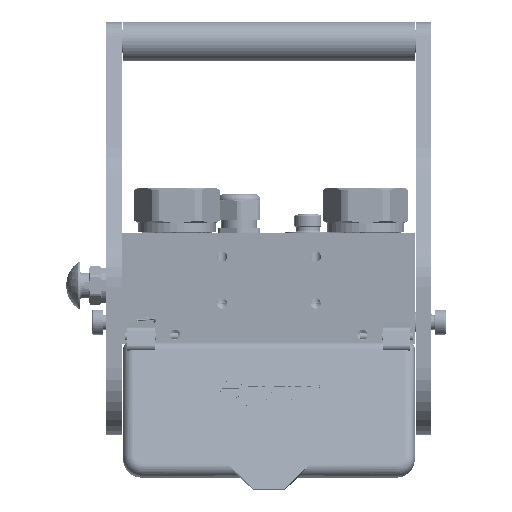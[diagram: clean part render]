
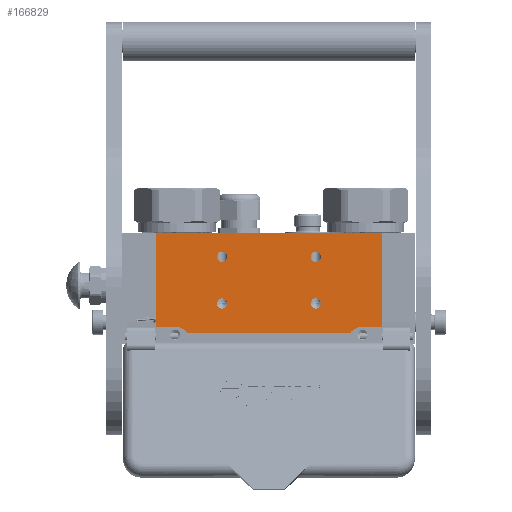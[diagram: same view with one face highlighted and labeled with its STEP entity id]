
A CAD part, left-side view. The second image highlights one B-rep face of the part: STEP entity #166829.
In plain terms, the highlighted face is planar.
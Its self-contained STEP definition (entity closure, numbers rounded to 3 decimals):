
#2171 = EDGE_CURVE ( 'NONE', #73002, #107103, #109714, .T. ) ;
#4193 = EDGE_CURVE ( 'NONE', #67330, #93852, #100984, .T. ) ;
#4363 = FACE_BOUND ( 'NONE', #105174, .T. ) ;
#4733 = AXIS2_PLACEMENT_3D ( 'NONE', #73269, #126237, #152935 ) ;
#4912 = DIRECTION ( 'NONE',  ( 0., 0., -1. ) ) ;
#7284 = CARTESIAN_POINT ( 'NONE',  ( 124., 45., -108. ) ) ;
#7325 = CARTESIAN_POINT ( 'NONE',  ( 64., 11.7, -108. ) ) ;
#7489 = AXIS2_PLACEMENT_3D ( 'NONE', #7284, #84497, #97933 ) ;
#8276 = CARTESIAN_POINT ( 'NONE',  ( 124., 18.3, -108. ) ) ;
#8363 = CIRCLE ( 'NONE', #30210, 3.3 ) ;
#10910 = VERTEX_POINT ( 'NONE', #171221 ) ;
#11529 = CARTESIAN_POINT ( 'NONE',  ( 21.3, 60., -108. ) ) ;
#11670 = AXIS2_PLACEMENT_3D ( 'NONE', #143699, #62423, #49074 ) ;
#16947 = AXIS2_PLACEMENT_3D ( 'NONE', #151870, #4912, #70541 ) ;
#17819 = CARTESIAN_POINT ( 'NONE',  ( 124., 11.7, -108. ) ) ;
#20773 = CIRCLE ( 'NONE', #98058, 3.3 ) ;
#20774 = VERTEX_POINT ( 'NONE', #59369 ) ;
#23452 = ORIENTED_EDGE ( 'NONE', *, *, #66337, .T. ) ;
#23612 = ORIENTED_EDGE ( 'NONE', *, *, #103465, .F. ) ;
#24948 = LINE ( 'NONE', #127293, #62377 ) ;
#26955 = CARTESIAN_POINT ( 'NONE',  ( 21.3, 0., -108. ) ) ;
#27680 = AXIS2_PLACEMENT_3D ( 'NONE', #56332, #163777, #149836 ) ;
#28404 = EDGE_CURVE ( 'NONE', #20774, #69800, #111143, .T. ) ;
#30210 = AXIS2_PLACEMENT_3D ( 'NONE', #52808, #67241, #53371 ) ;
#32174 = VERTEX_POINT ( 'NONE', #17819 ) ;
#32608 = CARTESIAN_POINT ( 'NONE',  ( 154., 60., -108. ) ) ;
#33214 = DIRECTION ( 'NONE',  ( 0., 1., 0. ) ) ;
#33675 = VECTOR ( 'NONE', #157177, 1000. ) ;
#37428 = PLANE ( 'NONE',  #11670 ) ;
#39269 = EDGE_CURVE ( 'NONE', #62952, #69800, #112893, .T. ) ;
#39332 = EDGE_CURVE ( 'NONE', #107103, #73002, #44288, .T. ) ;
#39732 = FACE_BOUND ( 'NONE', #71360, .T. ) ;
#40009 = DIRECTION ( 'NONE',  ( -1., 0., 0. ) ) ;
#40049 = EDGE_CURVE ( 'NONE', #93852, #62952, #123134, .T. ) ;
#41014 = CARTESIAN_POINT ( 'NONE',  ( 34., 70., -108. ) ) ;
#42120 = ORIENTED_EDGE ( 'NONE', *, *, #98894, .T. ) ;
#43289 = ORIENTED_EDGE ( 'NONE', *, *, #120499, .F. ) ;
#44288 = CIRCLE ( 'NONE', #16947, 3.3 ) ;
#45686 = VERTEX_POINT ( 'NONE', #151549 ) ;
#49074 = DIRECTION ( 'NONE',  ( -1., 0., 0. ) ) ;
#50261 = LINE ( 'NONE', #145507, #33675 ) ;
#50805 = CARTESIAN_POINT ( 'NONE',  ( 154., 70., -108. ) ) ;
#51739 = VERTEX_POINT ( 'NONE', #8276 ) ;
#52638 = AXIS2_PLACEMENT_3D ( 'NONE', #50805, #170378, #90761 ) ;
#52808 = CARTESIAN_POINT ( 'NONE',  ( 124., 15., -108. ) ) ;
#53371 = DIRECTION ( 'NONE',  ( 0., -1., 0. ) ) ;
#55871 = ORIENTED_EDGE ( 'NONE', *, *, #28404, .T. ) ;
#56332 = CARTESIAN_POINT ( 'NONE',  ( 124., 15., -108. ) ) ;
#58379 = FACE_BOUND ( 'NONE', #84488, .T. ) ;
#59369 = CARTESIAN_POINT ( 'NONE',  ( 21.3, 60., -108. ) ) ;
#61153 = CARTESIAN_POINT ( 'NONE',  ( 64., 45., -108. ) ) ;
#61860 = CARTESIAN_POINT ( 'NONE',  ( 166.7, 0., -108. ) ) ;
#62377 = VECTOR ( 'NONE', #33214, 1000. ) ;
#62423 = DIRECTION ( 'NONE',  ( 0., 0., -1. ) ) ;
#62952 = VERTEX_POINT ( 'NONE', #140600 ) ;
#64154 = DIRECTION ( 'NONE',  ( 0., 1., 0. ) ) ;
#65435 = EDGE_CURVE ( 'NONE', #51739, #32174, #108692, .T. ) ;
#66128 = CARTESIAN_POINT ( 'NONE',  ( 124., 48.3, -108. ) ) ;
#66337 = EDGE_CURVE ( 'NONE', #134700, #99280, #50261, .T. ) ;
#67241 = DIRECTION ( 'NONE',  ( 0., 0., -1. ) ) ;
#67330 = VERTEX_POINT ( 'NONE', #32608 ) ;
#69800 = VERTEX_POINT ( 'NONE', #150894 ) ;
#70314 = VERTEX_POINT ( 'NONE', #162022 ) ;
#70541 = DIRECTION ( 'NONE',  ( 0., 1., 0. ) ) ;
#70879 = ORIENTED_EDGE ( 'NONE', *, *, #2171, .F. ) ;
#71360 = EDGE_LOOP ( 'NONE', ( #70879, #137077 ) ) ;
#73002 = VERTEX_POINT ( 'NONE', #146115 ) ;
#73269 = CARTESIAN_POINT ( 'NONE',  ( 64., 45., -108. ) ) ;
#74441 = DIRECTION ( 'NONE',  ( 0., 1., 0. ) ) ;
#75581 = ORIENTED_EDGE ( 'NONE', *, *, #39269, .F. ) ;
#77835 = CIRCLE ( 'NONE', #162510, 3.3 ) ;
#81000 = DIRECTION ( 'NONE',  ( 0., 0., -1. ) ) ;
#81904 = VECTOR ( 'NONE', #91035, 1000. ) ;
#83113 = VERTEX_POINT ( 'NONE', #103439 ) ;
#84488 = EDGE_LOOP ( 'NONE', ( #102878, #161174 ) ) ;
#84497 = DIRECTION ( 'NONE',  ( 0., 0., -1. ) ) ;
#87501 = DIRECTION ( 'NONE',  ( 0., 1., 0. ) ) ;
#87704 = VECTOR ( 'NONE', #40009, 1000. ) ;
#88636 = ORIENTED_EDGE ( 'NONE', *, *, #65435, .F. ) ;
#90761 = DIRECTION ( 'NONE',  ( 0., -1., 0. ) ) ;
#91035 = DIRECTION ( 'NONE',  ( 1., 0., 0. ) ) ;
#91159 = CIRCLE ( 'NONE', #4733, 3.3 ) ;
#91670 = FACE_BOUND ( 'NONE', #98320, .T. ) ;
#93852 = VERTEX_POINT ( 'NONE', #99956 ) ;
#97933 = DIRECTION ( 'NONE',  ( 0., -1., 0. ) ) ;
#98058 = AXIS2_PLACEMENT_3D ( 'NONE', #137847, #110484, #162839 ) ;
#98320 = EDGE_LOOP ( 'NONE', ( #119083, #88636 ) ) ;
#98894 = EDGE_CURVE ( 'NONE', #99280, #20774, #110292, .T. ) ;
#99149 = EDGE_CURVE ( 'NONE', #134700, #45686, #24948, .T. ) ;
#99280 = VERTEX_POINT ( 'NONE', #112721 ) ;
#99956 = CARTESIAN_POINT ( 'NONE',  ( 145.854, 64.2, -108. ) ) ;
#100984 = CIRCLE ( 'NONE', #52638, 10. ) ;
#101542 = CARTESIAN_POINT ( 'NONE',  ( 64., 15., -108. ) ) ;
#102050 = FACE_OUTER_BOUND ( 'NONE', #165511, .T. ) ;
#102878 = ORIENTED_EDGE ( 'NONE', *, *, #155446, .F. ) ;
#103439 = CARTESIAN_POINT ( 'NONE',  ( 64., 41.7, -108. ) ) ;
#103465 = EDGE_CURVE ( 'NONE', #70314, #107319, #128486, .T. ) ;
#105174 = EDGE_LOOP ( 'NONE', ( #127120, #23612 ) ) ;
#107103 = VERTEX_POINT ( 'NONE', #66128 ) ;
#107319 = VERTEX_POINT ( 'NONE', #7325 ) ;
#107338 = CARTESIAN_POINT ( 'NONE',  ( 145.854, 64.2, -108. ) ) ;
#108638 = LINE ( 'NONE', #113918, #169011 ) ;
#108692 = CIRCLE ( 'NONE', #27680, 3.3 ) ;
#109714 = CIRCLE ( 'NONE', #7489, 3.3 ) ;
#110292 = LINE ( 'NONE', #26955, #141541 ) ;
#110484 = DIRECTION ( 'NONE',  ( 0., 0., -1. ) ) ;
#111143 = LINE ( 'NONE', #11529, #81904 ) ;
#112721 = CARTESIAN_POINT ( 'NONE',  ( 21.3, 0., -108. ) ) ;
#112893 = CIRCLE ( 'NONE', #171584, 10. ) ;
#113918 = CARTESIAN_POINT ( 'NONE',  ( 166.7, 60., -108. ) ) ;
#119083 = ORIENTED_EDGE ( 'NONE', *, *, #154853, .F. ) ;
#120499 = EDGE_CURVE ( 'NONE', #45686, #67330, #108638, .T. ) ;
#123134 = LINE ( 'NONE', #107338, #87704 ) ;
#125088 = EDGE_CURVE ( 'NONE', #107319, #70314, #20773, .T. ) ;
#126237 = DIRECTION ( 'NONE',  ( 0., 0., -1. ) ) ;
#127120 = ORIENTED_EDGE ( 'NONE', *, *, #125088, .F. ) ;
#127293 = CARTESIAN_POINT ( 'NONE',  ( 166.7, 0., -108. ) ) ;
#128486 = CIRCLE ( 'NONE', #139179, 3.3 ) ;
#134700 = VERTEX_POINT ( 'NONE', #61860 ) ;
#136481 = ORIENTED_EDGE ( 'NONE', *, *, #99149, .F. ) ;
#137077 = ORIENTED_EDGE ( 'NONE', *, *, #39332, .F. ) ;
#137400 = DIRECTION ( 'NONE',  ( 0.815, -0.58, 0. ) ) ;
#137847 = CARTESIAN_POINT ( 'NONE',  ( 64., 15., -108. ) ) ;
#139179 = AXIS2_PLACEMENT_3D ( 'NONE', #101542, #168301, #87501 ) ;
#140600 = CARTESIAN_POINT ( 'NONE',  ( 42.146, 64.2, -108. ) ) ;
#140764 = DIRECTION ( 'NONE',  ( 0., 0., -1. ) ) ;
#141541 = VECTOR ( 'NONE', #64154, 1000. ) ;
#142210 = ORIENTED_EDGE ( 'NONE', *, *, #40049, .F. ) ;
#143699 = CARTESIAN_POINT ( 'NONE',  ( 166.7, 0., -108. ) ) ;
#144416 = EDGE_CURVE ( 'NONE', #10910, #83113, #77835, .T. ) ;
#145460 = ORIENTED_EDGE ( 'NONE', *, *, #4193, .F. ) ;
#145507 = CARTESIAN_POINT ( 'NONE',  ( 166.7, 0., -108. ) ) ;
#146115 = CARTESIAN_POINT ( 'NONE',  ( 124., 41.7, -108. ) ) ;
#149836 = DIRECTION ( 'NONE',  ( 0., 1., 0. ) ) ;
#150894 = CARTESIAN_POINT ( 'NONE',  ( 34., 60., -108. ) ) ;
#151549 = CARTESIAN_POINT ( 'NONE',  ( 166.7, 60., -108. ) ) ;
#151870 = CARTESIAN_POINT ( 'NONE',  ( 124., 45., -108. ) ) ;
#152935 = DIRECTION ( 'NONE',  ( 0., -1., 0. ) ) ;
#154853 = EDGE_CURVE ( 'NONE', #32174, #51739, #8363, .T. ) ;
#155446 = EDGE_CURVE ( 'NONE', #83113, #10910, #91159, .T. ) ;
#157177 = DIRECTION ( 'NONE',  ( -1., 0., 0. ) ) ;
#161174 = ORIENTED_EDGE ( 'NONE', *, *, #144416, .F. ) ;
#162022 = CARTESIAN_POINT ( 'NONE',  ( 64., 18.3, -108. ) ) ;
#162510 = AXIS2_PLACEMENT_3D ( 'NONE', #61153, #140764, #74441 ) ;
#162839 = DIRECTION ( 'NONE',  ( 0., -1., 0. ) ) ;
#163777 = DIRECTION ( 'NONE',  ( 0., 0., -1. ) ) ;
#165511 = EDGE_LOOP ( 'NONE', ( #136481, #23452, #42120, #55871, #75581, #142210, #145460, #43289 ) ) ;
#166829 = ADVANCED_FACE ( 'NONE', ( #39732, #91670, #58379, #4363, #102050 ), #37428, .T. ) ;
#168301 = DIRECTION ( 'NONE',  ( 0., 0., -1. ) ) ;
#169011 = VECTOR ( 'NONE', #171749, 1000. ) ;
#170378 = DIRECTION ( 'NONE',  ( 0., 0., -1. ) ) ;
#171221 = CARTESIAN_POINT ( 'NONE',  ( 64., 48.3, -108. ) ) ;
#171584 = AXIS2_PLACEMENT_3D ( 'NONE', #41014, #81000, #137400 ) ;
#171749 = DIRECTION ( 'NONE',  ( -1., 0., 0. ) ) ;
